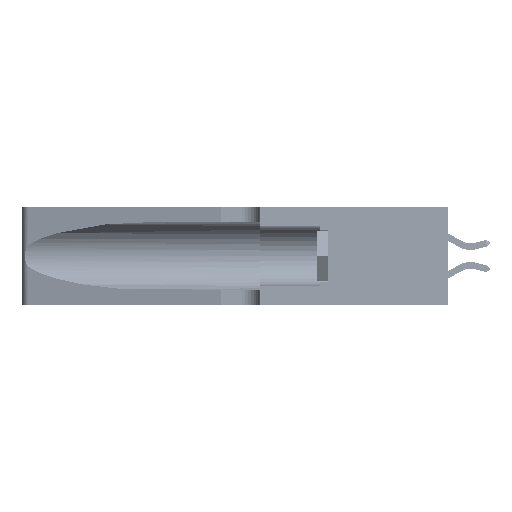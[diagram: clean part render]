
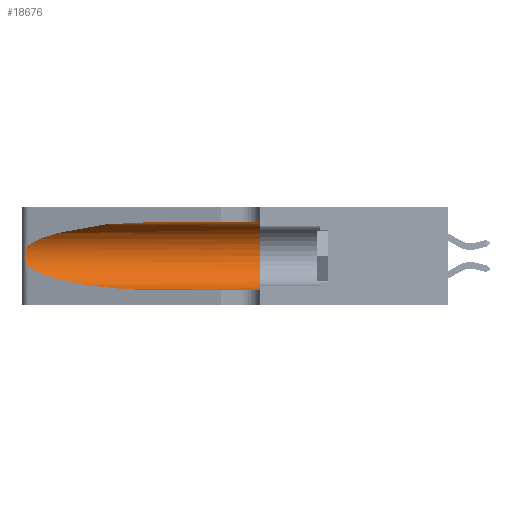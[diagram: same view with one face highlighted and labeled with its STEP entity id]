
A CAD part, left-side view. The second image highlights one B-rep face of the part: STEP entity #18676.
In plain terms, the highlighted cylindrical face has radius 3.308 mm (diameter 6.617 mm), a partial arc.
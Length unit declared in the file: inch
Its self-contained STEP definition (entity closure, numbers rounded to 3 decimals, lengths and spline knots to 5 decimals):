
#746 = CARTESIAN_POINT ( 'NONE',  ( 0.26018, 1.23835, 0.19895 ) ) ;
#2437 =( BOUNDED_CURVE ( )  B_SPLINE_CURVE ( 3, ( #22168, #41560, #26129, #2665 ),
 .UNSPECIFIED., .F., .F. ) 
 B_SPLINE_CURVE_WITH_KNOTS ( ( 4, 4 ),
 ( 1.5708, 2.84003 ),
 .UNSPECIFIED. ) 
 CURVE ( )  GEOMETRIC_REPRESENTATION_ITEM ( )  RATIONAL_B_SPLINE_CURVE ( ( 1., 0.87, 0.87, 1. ) ) 
 REPRESENTATION_ITEM ( '' )  );
#2514 = ORIENTED_EDGE ( 'NONE', *, *, #22278, .T. ) ;
#2648 = EDGE_CURVE ( 'NONE', #12158, #35213, #47723, .T. ) ;
#2665 = CARTESIAN_POINT ( 'NONE',  ( 0.25487, 1.22718, 0.22369 ) ) ;
#2980 = CARTESIAN_POINT ( 'NONE',  ( 0.1305, 0.35, 0.31525 ) ) ;
#3080 = CARTESIAN_POINT ( 'NONE',  ( 0.25487, 1.22718, 0.22369 ) ) ;
#3583 = EDGE_LOOP ( 'NONE', ( #2514, #42147, #8286, #29897, #4333, #44652 ) ) ;
#3744 = VERTEX_POINT ( 'NONE', #26680 ) ;
#4333 = ORIENTED_EDGE ( 'NONE', *, *, #6285, .F. ) ;
#4712 = CARTESIAN_POINT ( 'NONE',  ( 0.26075, 1.23896, 0.178 ) ) ;
#5257 = CARTESIAN_POINT ( 'NONE',  ( 0.1305, 0.35, 0.185 ) ) ;
#5903 = CARTESIAN_POINT ( 'NONE',  ( 0.1305, 1.61858, 0.31525 ) ) ;
#6285 = EDGE_CURVE ( 'NONE', #46599, #3744, #32700, .T. ) ;
#8286 = ORIENTED_EDGE ( 'NONE', *, *, #12026, .T. ) ;
#8663 = CARTESIAN_POINT ( 'NONE',  ( 0.25856, 1.23593, 0.16098 ) ) ;
#9197 = DIRECTION ( 'NONE',  ( 0., 0., 1. ) ) ;
#10537 = CARTESIAN_POINT ( 'NONE',  ( 0.1305, 0.72297, 0.31525 ) ) ;
#12026 = EDGE_CURVE ( 'NONE', #35213, #44298, #29686, .T. ) ;
#12158 = VERTEX_POINT ( 'NONE', #3080 ) ;
#12555 = CARTESIAN_POINT ( 'NONE',  ( 0.25639, 1.23186, 0.15144 ) ) ;
#12945 = VECTOR ( 'NONE', #29274, 39.37008 ) ;
#13359 = EDGE_CURVE ( 'NONE', #50415, #46599, #44029, .T. ) ;
#15630 = CARTESIAN_POINT ( 'NONE',  ( 0.25487, 1.22718, 0.14631 ) ) ;
#16339 = CARTESIAN_POINT ( 'NONE',  ( 0.25555, 1.22994, 0.2215 ) ) ;
#16524 = CARTESIAN_POINT ( 'NONE',  ( 0.25487, 1.22718, 0.14631 ) ) ;
#16882 = VECTOR ( 'NONE', #21878, 39.37008 ) ;
#17962 = CARTESIAN_POINT ( 'NONE',  ( 0.1305, 1.61858, 0.05475 ) ) ;
#18676 = ADVANCED_FACE ( 'NONE', ( #27453 ), #46856, .F. ) ;
#19947 = CARTESIAN_POINT ( 'NONE',  ( 0.1305, 1.61858, 0.185 ) ) ;
#20282 = CARTESIAN_POINT ( 'NONE',  ( 0.25487, 1.22718, 0.22369 ) ) ;
#21721 = CARTESIAN_POINT ( 'NONE',  ( 0.25487, 1.22718, 0.14631 ) ) ;
#21878 = DIRECTION ( 'NONE',  ( 0., -1., 0. ) ) ;
#21903 = CARTESIAN_POINT ( 'NONE',  ( 0.18966, 0.96281, 0.05475 ) ) ;
#22168 = CARTESIAN_POINT ( 'NONE',  ( 0.1305, 0.72297, 0.31525 ) ) ;
#22278 = EDGE_CURVE ( 'NONE', #50415, #12158, #2437, .T. ) ;
#22366 = CARTESIAN_POINT ( 'NONE',  ( 0.1305, 0.72297, 0.05475 ) ) ;
#24213 = CARTESIAN_POINT ( 'NONE',  ( 0.25854, 1.2359, 0.20912 ) ) ;
#26129 = CARTESIAN_POINT ( 'NONE',  ( 0.2373, 1.15595, 0.28018 ) ) ;
#26680 = CARTESIAN_POINT ( 'NONE',  ( 0.1305, 0.35, 0.05475 ) ) ;
#27453 = FACE_OUTER_BOUND ( 'NONE', #3583, .T. ) ;
#28130 = CARTESIAN_POINT ( 'NONE',  ( 0.26075, 1.23896, 0.19203 ) ) ;
#29274 = DIRECTION ( 'NONE',  ( 0., -1., 0. ) ) ;
#29686 =( BOUNDED_CURVE ( )  B_SPLINE_CURVE ( 3, ( #21721, #41293, #21903, #49040 ),
 .UNSPECIFIED., .F., .F. ) 
 B_SPLINE_CURVE_WITH_KNOTS ( ( 4, 4 ),
 ( 3.44316, 4.71239 ),
 .UNSPECIFIED. ) 
 CURVE ( )  GEOMETRIC_REPRESENTATION_ITEM ( )  RATIONAL_B_SPLINE_CURVE ( ( 1., 0.87, 0.87, 1. ) ) 
 REPRESENTATION_ITEM ( '' )  );
#29897 = ORIENTED_EDGE ( 'NONE', *, *, #30243, .T. ) ;
#30243 = EDGE_CURVE ( 'NONE', #44298, #3744, #37603, .T. ) ;
#30299 = AXIS2_PLACEMENT_3D ( 'NONE', #5257, #32559, #9197 ) ;
#32011 = CARTESIAN_POINT ( 'NONE',  ( 0.26017, 1.23833, 0.17102 ) ) ;
#32559 = DIRECTION ( 'NONE',  ( 0., 1., 0. ) ) ;
#32700 = CIRCLE ( 'NONE', #30299, 0.13025 ) ;
#35213 = VERTEX_POINT ( 'NONE', #15630 ) ;
#35446 = DIRECTION ( 'NONE',  ( 0., -1., 0. ) ) ;
#35947 = CARTESIAN_POINT ( 'NONE',  ( 0.25789, 1.23486, 0.15765 ) ) ;
#37603 = LINE ( 'NONE', #17962, #16882 ) ;
#38826 = AXIS2_PLACEMENT_3D ( 'NONE', #19947, #35446, #47120 ) ;
#39863 = CARTESIAN_POINT ( 'NONE',  ( 0.25555, 1.22993, 0.14849 ) ) ;
#41293 = CARTESIAN_POINT ( 'NONE',  ( 0.2373, 1.15595, 0.08982 ) ) ;
#41560 = CARTESIAN_POINT ( 'NONE',  ( 0.18966, 0.96281, 0.31525 ) ) ;
#42147 = ORIENTED_EDGE ( 'NONE', *, *, #2648, .T. ) ;
#43568 = CARTESIAN_POINT ( 'NONE',  ( 0.25639, 1.23184, 0.21858 ) ) ;
#44029 = LINE ( 'NONE', #5903, #12945 ) ;
#44298 = VERTEX_POINT ( 'NONE', #22366 ) ;
#44652 = ORIENTED_EDGE ( 'NONE', *, *, #13359, .F. ) ;
#46599 = VERTEX_POINT ( 'NONE', #2980 ) ;
#46856 = CYLINDRICAL_SURFACE ( 'NONE', #38826, 0.13025 ) ;
#47120 = DIRECTION ( 'NONE',  ( 0., 0., -1. ) ) ;
#47444 = CARTESIAN_POINT ( 'NONE',  ( 0.25787, 1.23484, 0.2124 ) ) ;
#47723 = B_SPLINE_CURVE_WITH_KNOTS ( 'NONE', 3,
 ( #20282, #16339, #43568, #47444, #24213, #746, #28130, #4712, #32011, #8663, #35947, #12555, #39863, #16524 ),
 .UNSPECIFIED., .F., .F.,
 ( 4, 2, 2, 2, 2, 2, 4 ),
 ( 0., 0.00027, 0.00053, 0.00107, 0.0016, 0.00187, 0.00214 ),
 .UNSPECIFIED. ) ;
#49040 = CARTESIAN_POINT ( 'NONE',  ( 0.1305, 0.72297, 0.05475 ) ) ;
#50415 = VERTEX_POINT ( 'NONE', #10537 ) ;
